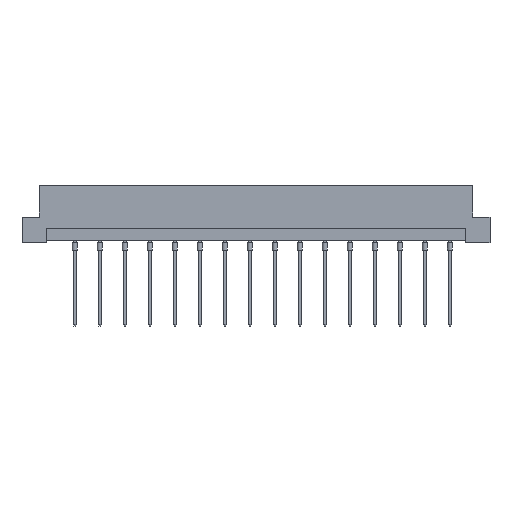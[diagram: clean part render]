
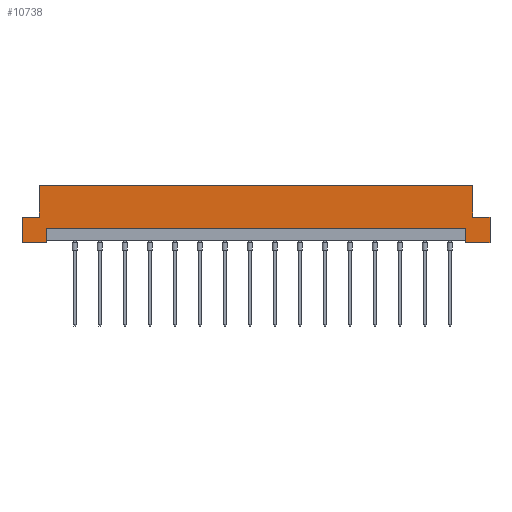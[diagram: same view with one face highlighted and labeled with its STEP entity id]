
A CAD part, front view. The second image highlights one B-rep face of the part: STEP entity #10738.
In plain terms, the highlighted planar face has unit normal (0, -1, 0).
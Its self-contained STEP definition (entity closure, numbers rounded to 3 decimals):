
#6 = VECTOR ( 'NONE', #11658, 1000. ) ;
#66 = VECTOR ( 'NONE', #13893, 1000. ) ;
#247 = LINE ( 'NONE', #12515, #10356 ) ;
#258 = DIRECTION ( 'NONE',  ( 0., 0., -1. ) ) ;
#464 = VECTOR ( 'NONE', #6662, 1000. ) ;
#638 = ORIENTED_EDGE ( 'NONE', *, *, #7443, .F. ) ;
#691 = ORIENTED_EDGE ( 'NONE', *, *, #8608, .F. ) ;
#751 = LINE ( 'NONE', #7008, #5639 ) ;
#930 = EDGE_CURVE ( 'NONE', #9921, #13576, #11393, .T. ) ;
#989 = CARTESIAN_POINT ( 'NONE',  ( -42.6, 0., 0. ) ) ;
#1131 = CARTESIAN_POINT ( 'NONE',  ( -47.5, 0., 0. ) ) ;
#1258 = VERTEX_POINT ( 'NONE', #4871 ) ;
#1268 = VERTEX_POINT ( 'NONE', #7390 ) ;
#1717 = CARTESIAN_POINT ( 'NONE',  ( -47.5, 0., 0. ) ) ;
#2258 = ORIENTED_EDGE ( 'NONE', *, *, #15455, .T. ) ;
#2319 = LINE ( 'NONE', #14752, #3544 ) ;
#2627 = CARTESIAN_POINT ( 'NONE',  ( 42.6, 0., 2.9 ) ) ;
#3544 = VECTOR ( 'NONE', #4608, 1000. ) ;
#3567 = EDGE_CURVE ( 'NONE', #15376, #11805, #13852, .T. ) ;
#3573 = LINE ( 'NONE', #1131, #8156 ) ;
#3666 = EDGE_CURVE ( 'NONE', #1258, #15376, #6697, .T. ) ;
#3738 = CARTESIAN_POINT ( 'NONE',  ( 42.6, 0., 0.5 ) ) ;
#4081 = VERTEX_POINT ( 'NONE', #8136 ) ;
#4373 = EDGE_CURVE ( 'NONE', #4426, #14930, #12117, .T. ) ;
#4405 = CARTESIAN_POINT ( 'NONE',  ( -47.5, 0., 5.2 ) ) ;
#4426 = VERTEX_POINT ( 'NONE', #6495 ) ;
#4608 = DIRECTION ( 'NONE',  ( -1., 0., 0. ) ) ;
#4810 = ORIENTED_EDGE ( 'NONE', *, *, #7379, .F. ) ;
#4871 = CARTESIAN_POINT ( 'NONE',  ( -44., 0., 5.2 ) ) ;
#5639 = VECTOR ( 'NONE', #11884, 1000. ) ;
#5905 = CARTESIAN_POINT ( 'NONE',  ( 42.6, 0., 0. ) ) ;
#5927 = ORIENTED_EDGE ( 'NONE', *, *, #10317, .F. ) ;
#6130 = AXIS2_PLACEMENT_3D ( 'NONE', #9774, #14738, #14578 ) ;
#6192 = DIRECTION ( 'NONE',  ( 0., 0., -1. ) ) ;
#6295 = CARTESIAN_POINT ( 'NONE',  ( 44., 0., 11.6 ) ) ;
#6459 = ORIENTED_EDGE ( 'NONE', *, *, #7835, .F. ) ;
#6495 = CARTESIAN_POINT ( 'NONE',  ( 42.6, 0., 2.9 ) ) ;
#6504 = DIRECTION ( 'NONE',  ( 0., 0., 1. ) ) ;
#6534 = CARTESIAN_POINT ( 'NONE',  ( -47.5, 0., 11.6 ) ) ;
#6610 = CARTESIAN_POINT ( 'NONE',  ( -42.6, 0., 2.9 ) ) ;
#6662 = DIRECTION ( 'NONE',  ( 0., 0., 1. ) ) ;
#6697 = LINE ( 'NONE', #10674, #6 ) ;
#7008 = CARTESIAN_POINT ( 'NONE',  ( 47.5, 0., 5.2 ) ) ;
#7353 = ORIENTED_EDGE ( 'NONE', *, *, #3567, .F. ) ;
#7379 = EDGE_CURVE ( 'NONE', #1268, #9742, #11390, .T. ) ;
#7390 = CARTESIAN_POINT ( 'NONE',  ( 47.5, 0., 5.2 ) ) ;
#7443 = EDGE_CURVE ( 'NONE', #4081, #1258, #7894, .T. ) ;
#7737 = LINE ( 'NONE', #2627, #15715 ) ;
#7779 = VECTOR ( 'NONE', #15238, 1000. ) ;
#7835 = EDGE_CURVE ( 'NONE', #13576, #10265, #3573, .T. ) ;
#7894 = LINE ( 'NONE', #4405, #10735 ) ;
#7965 = LINE ( 'NONE', #1717, #464 ) ;
#8057 = DIRECTION ( 'NONE',  ( 1., 0., 0. ) ) ;
#8136 = CARTESIAN_POINT ( 'NONE',  ( -47.5, 0., 5.2 ) ) ;
#8156 = VECTOR ( 'NONE', #11120, 1000. ) ;
#8261 = CARTESIAN_POINT ( 'NONE',  ( 47.5, 0., 0. ) ) ;
#8608 = EDGE_CURVE ( 'NONE', #4426, #9921, #7737, .T. ) ;
#8652 = VECTOR ( 'NONE', #6192, 1000. ) ;
#8711 = DIRECTION ( 'NONE',  ( -1., 0., 0. ) ) ;
#8859 = CARTESIAN_POINT ( 'NONE',  ( -44., 0., 11.6 ) ) ;
#9269 = ORIENTED_EDGE ( 'NONE', *, *, #930, .F. ) ;
#9617 = PLANE ( 'NONE',  #6130 ) ;
#9681 = VECTOR ( 'NONE', #258, 1000. ) ;
#9742 = VERTEX_POINT ( 'NONE', #8261 ) ;
#9774 = CARTESIAN_POINT ( 'NONE',  ( -47.5, 0., 11.6 ) ) ;
#9921 = VERTEX_POINT ( 'NONE', #6610 ) ;
#10225 = ORIENTED_EDGE ( 'NONE', *, *, #13515, .F. ) ;
#10265 = VERTEX_POINT ( 'NONE', #15583 ) ;
#10317 = EDGE_CURVE ( 'NONE', #9742, #14930, #2319, .T. ) ;
#10356 = VECTOR ( 'NONE', #6504, 1000. ) ;
#10661 = ORIENTED_EDGE ( 'NONE', *, *, #3666, .F. ) ;
#10674 = CARTESIAN_POINT ( 'NONE',  ( -44., 0., 5.2 ) ) ;
#10735 = VECTOR ( 'NONE', #8057, 1000. ) ;
#10738 = ADVANCED_FACE ( 'NONE', ( #13436 ), #9617, .F. ) ;
#11120 = DIRECTION ( 'NONE',  ( -1., 0., 0. ) ) ;
#11390 = LINE ( 'NONE', #13827, #8652 ) ;
#11393 = LINE ( 'NONE', #11715, #9681 ) ;
#11496 = VERTEX_POINT ( 'NONE', #11539 ) ;
#11539 = CARTESIAN_POINT ( 'NONE',  ( 44., 0., 5.2 ) ) ;
#11658 = DIRECTION ( 'NONE',  ( 0., 0., 1. ) ) ;
#11715 = CARTESIAN_POINT ( 'NONE',  ( -42.6, 0., 0.5 ) ) ;
#11805 = VERTEX_POINT ( 'NONE', #6295 ) ;
#11884 = DIRECTION ( 'NONE',  ( 1., 0., 0. ) ) ;
#12117 = LINE ( 'NONE', #3738, #66 ) ;
#12515 = CARTESIAN_POINT ( 'NONE',  ( 44., 0., 5.2 ) ) ;
#12708 = ORIENTED_EDGE ( 'NONE', *, *, #13959, .F. ) ;
#13436 = FACE_OUTER_BOUND ( 'NONE', #13697, .T. ) ;
#13515 = EDGE_CURVE ( 'NONE', #11496, #1268, #751, .T. ) ;
#13576 = VERTEX_POINT ( 'NONE', #989 ) ;
#13580 = ORIENTED_EDGE ( 'NONE', *, *, #4373, .T. ) ;
#13697 = EDGE_LOOP ( 'NONE', ( #691, #13580, #5927, #4810, #10225, #2258, #7353, #10661, #638, #12708, #6459, #9269 ) ) ;
#13827 = CARTESIAN_POINT ( 'NONE',  ( 47.5, 0., 0. ) ) ;
#13852 = LINE ( 'NONE', #6534, #7779 ) ;
#13893 = DIRECTION ( 'NONE',  ( 0., 0., -1. ) ) ;
#13959 = EDGE_CURVE ( 'NONE', #10265, #4081, #7965, .T. ) ;
#14578 = DIRECTION ( 'NONE',  ( 0., 0., 1. ) ) ;
#14738 = DIRECTION ( 'NONE',  ( 0., 1., 0. ) ) ;
#14752 = CARTESIAN_POINT ( 'NONE',  ( -47.5, 0., 0. ) ) ;
#14930 = VERTEX_POINT ( 'NONE', #5905 ) ;
#15238 = DIRECTION ( 'NONE',  ( 1., 0., 0. ) ) ;
#15376 = VERTEX_POINT ( 'NONE', #8859 ) ;
#15455 = EDGE_CURVE ( 'NONE', #11496, #11805, #247, .T. ) ;
#15583 = CARTESIAN_POINT ( 'NONE',  ( -47.5, 0., 0. ) ) ;
#15715 = VECTOR ( 'NONE', #8711, 1000. ) ;
